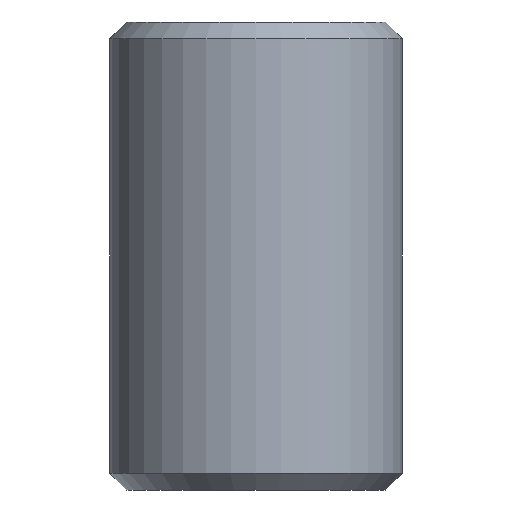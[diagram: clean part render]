
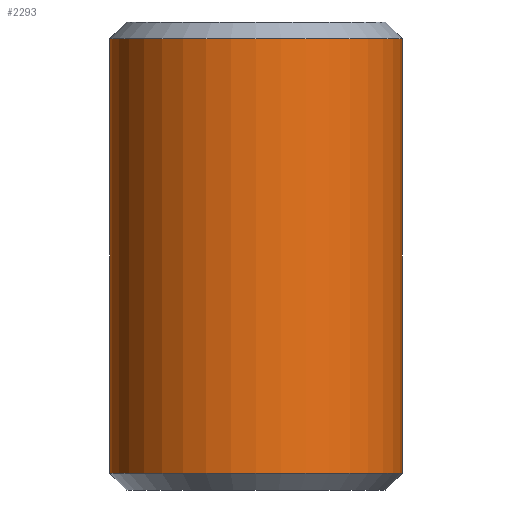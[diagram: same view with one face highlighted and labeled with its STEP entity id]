
A CAD part, front view. The second image highlights one B-rep face of the part: STEP entity #2293.
In plain terms, the highlighted cylindrical face has radius 4.445 mm (diameter 8.89 mm), a partial arc.
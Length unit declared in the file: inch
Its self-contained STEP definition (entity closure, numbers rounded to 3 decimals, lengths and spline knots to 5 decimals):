
#383 = LINE ( 'NONE', #2929, #3670 ) ;
#528 = CARTESIAN_POINT ( 'NONE',  ( 0., 0., 0.26 ) ) ;
#580 = VERTEX_POINT ( 'NONE', #3164 ) ;
#675 = AXIS2_PLACEMENT_3D ( 'NONE', #528, #1819, #3093 ) ;
#718 = EDGE_CURVE ( 'NONE', #2843, #2816, #803, .T. ) ;
#803 = CIRCLE ( 'NONE', #675, 0.175 ) ;
#809 = CARTESIAN_POINT ( 'NONE',  ( -0.175, 0., 0.26 ) ) ;
#839 = AXIS2_PLACEMENT_3D ( 'NONE', #1984, #3597, #3580 ) ;
#960 = EDGE_CURVE ( 'NONE', #2843, #4134, #383, .T. ) ;
#1012 = EDGE_CURVE ( 'NONE', #2816, #580, #3034, .T. ) ;
#1172 = CIRCLE ( 'NONE', #3575, 0.175 ) ;
#1264 = VECTOR ( 'NONE', #1764, 39.37008 ) ;
#1383 = EDGE_LOOP ( 'NONE', ( #3584, #3187, #3930, #3764 ) ) ;
#1656 = CARTESIAN_POINT ( 'NONE',  ( 0., 0., -0.26 ) ) ;
#1685 = DIRECTION ( 'NONE',  ( 0., 0., -1. ) ) ;
#1738 = CYLINDRICAL_SURFACE ( 'NONE', #839, 0.175 ) ;
#1764 = DIRECTION ( 'NONE',  ( 0., 0., -1. ) ) ;
#1819 = DIRECTION ( 'NONE',  ( 0., 0., -1. ) ) ;
#1984 = CARTESIAN_POINT ( 'NONE',  ( 0., 0., 0. ) ) ;
#2260 = EDGE_CURVE ( 'NONE', #4134, #580, #1172, .T. ) ;
#2293 = ADVANCED_FACE ( 'NONE', ( #2385 ), #1738, .T. ) ;
#2385 = FACE_OUTER_BOUND ( 'NONE', #1383, .T. ) ;
#2816 = VERTEX_POINT ( 'NONE', #809 ) ;
#2843 = VERTEX_POINT ( 'NONE', #3354 ) ;
#2917 = DIRECTION ( 'NONE',  ( 0., 0., -1. ) ) ;
#2929 = CARTESIAN_POINT ( 'NONE',  ( 0.175, 0., 0. ) ) ;
#3034 = LINE ( 'NONE', #3394, #1264 ) ;
#3093 = DIRECTION ( 'NONE',  ( -1., 0., 0. ) ) ;
#3164 = CARTESIAN_POINT ( 'NONE',  ( -0.175, 0., -0.26 ) ) ;
#3187 = ORIENTED_EDGE ( 'NONE', *, *, #718, .T. ) ;
#3354 = CARTESIAN_POINT ( 'NONE',  ( 0.175, 0., 0.26 ) ) ;
#3394 = CARTESIAN_POINT ( 'NONE',  ( -0.175, 0., 0. ) ) ;
#3575 = AXIS2_PLACEMENT_3D ( 'NONE', #1656, #2917, #3655 ) ;
#3580 = DIRECTION ( 'NONE',  ( -1., 0., 0. ) ) ;
#3584 = ORIENTED_EDGE ( 'NONE', *, *, #960, .F. ) ;
#3597 = DIRECTION ( 'NONE',  ( 0., 0., -1. ) ) ;
#3655 = DIRECTION ( 'NONE',  ( -1., 0., 0. ) ) ;
#3670 = VECTOR ( 'NONE', #1685, 39.37008 ) ;
#3764 = ORIENTED_EDGE ( 'NONE', *, *, #2260, .F. ) ;
#3788 = CARTESIAN_POINT ( 'NONE',  ( 0.175, 0., -0.26 ) ) ;
#3930 = ORIENTED_EDGE ( 'NONE', *, *, #1012, .T. ) ;
#4134 = VERTEX_POINT ( 'NONE', #3788 ) ;
